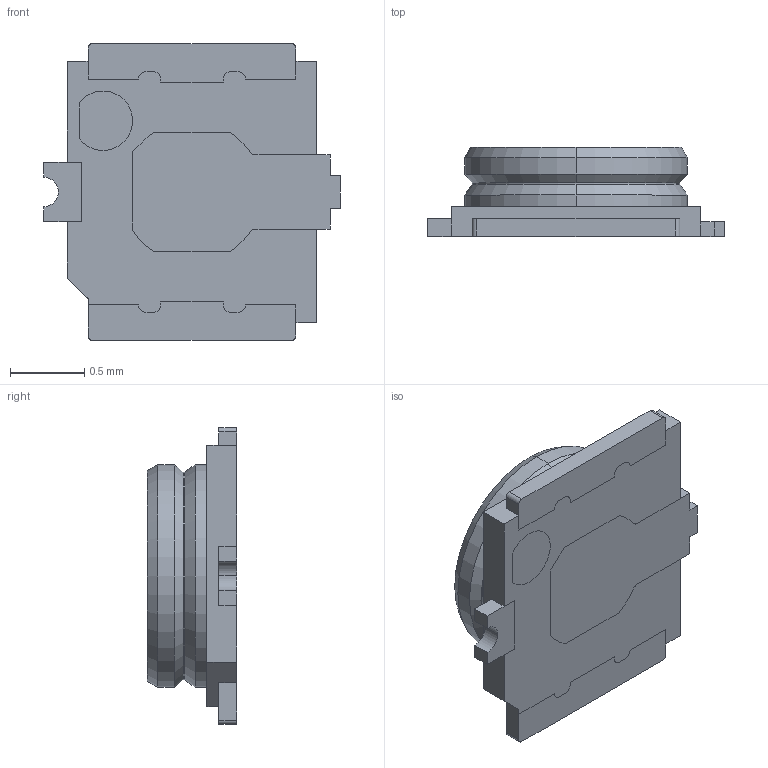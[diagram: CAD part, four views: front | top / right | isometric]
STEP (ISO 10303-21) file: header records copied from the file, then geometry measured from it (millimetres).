
FILE_DESCRIPTION (( 'STEP AP203' ), '1' );
FILE_NAME ('20449-001EC RECEPTACLE STEP R5 ALL.STEP', '2018-04-23T07:51:16', ( '' ), ( '' ), 'SwSTEP 2.0', 'SolidWorks 2017', '' );
FILE_SCHEMA (( 'CONFIG_CONTROL_DESIGN' ));
Length unit declared in the file: millimetre
Products named in the file (1): 20449-001EC RECEPTACLE STEP R5 ALL
Bounding box: 2 x 0.6 x 2 mm (x, y, z)
Surface area: 13.4 mm2 (no closed solid volume)
Topology: 0 solids, 2 shells, 58 faces, 193 edges, 141 vertices
Faces by surface type: plane 32, cylinder 16, cone 10
Entity records: 2193 total; most frequent: CARTESIAN_POINT 393, DIRECTION 364, ORIENTED_EDGE 335, EDGE_CURVE 193, VERTEX_POINT 141, VECTOR 140, LINE 140, AXIS2_PLACEMENT_3D 112
